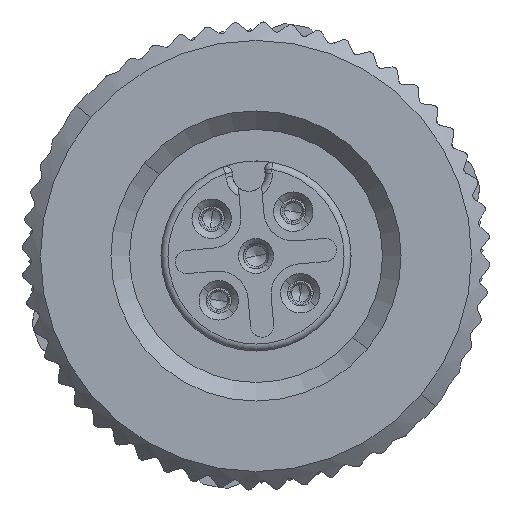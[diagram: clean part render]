
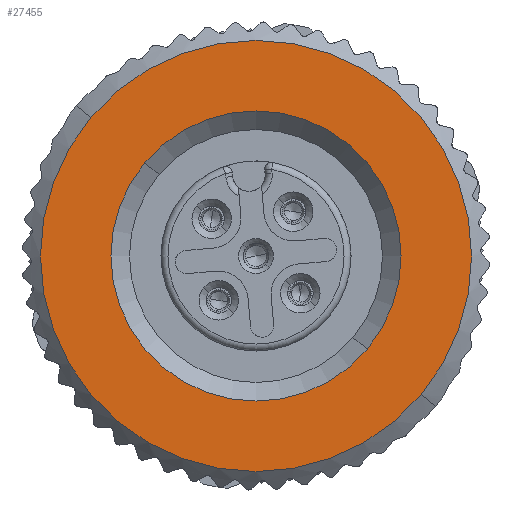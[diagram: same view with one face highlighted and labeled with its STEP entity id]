
A CAD part, left-side view. The second image highlights one B-rep face of the part: STEP entity #27455.
In plain terms, the highlighted planar face has unit normal (-1, 0, 0).
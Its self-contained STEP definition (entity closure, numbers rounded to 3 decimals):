
#12892=CARTESIAN_POINT('',(-13.35,0.492,-0.197));
#12893=DIRECTION('',(1.,0.,0.));
#12894=DIRECTION('',(0.,-0.766,-0.643));
#12895=AXIS2_PLACEMENT_3D('',#12892,#12893,#12894);
#12900=CARTESIAN_POINT('',(-13.35,0.492,-0.197));
#12901=DIRECTION('',(1.,0.,0.));
#12902=DIRECTION('',(0.,0.766,0.643));
#12903=AXIS2_PLACEMENT_3D('',#12900,#12901,#12902);
#12908=CARTESIAN_POINT('',(-13.35,0.492,-0.197));
#12909=DIRECTION('',(-1.,0.,0.));
#12910=DIRECTION('',(0.,-0.766,-0.643));
#12911=AXIS2_PLACEMENT_3D('',#12908,#12909,#12910);
#12916=CARTESIAN_POINT('',(-13.35,0.492,-0.197));
#12917=DIRECTION('',(-1.,0.,0.));
#12918=DIRECTION('',(0.,0.766,0.643));
#12919=AXIS2_PLACEMENT_3D('',#12916,#12917,#12918);
#19380=CARTESIAN_POINT('',(-13.35,-6.632,-6.175));
#19382=VERTEX_POINT('',#19380);
#19384=CARTESIAN_POINT('',(-13.35,7.617,5.781));
#19386=VERTEX_POINT('',#19384);
#19410=CARTESIAN_POINT('',(-13.35,5.287,3.826));
#19411=VERTEX_POINT('',#19410);
#19412=CARTESIAN_POINT('',(-13.35,-4.302,-4.22));
#19413=VERTEX_POINT('',#19412);
#27440=CARTESIAN_POINT('',(-13.35,0.492,-0.197));
#27441=DIRECTION('',(-1.,0.,0.));
#27442=DIRECTION('',(0.,-0.766,-0.643));
#27443=AXIS2_PLACEMENT_3D('',#27440,#27441,#27442);
#27444=PLANE('',#27443);
#27445=ORIENTED_EDGE('',*,*,#23680,.F.);
#27446=ORIENTED_EDGE('',*,*,#23892,.F.);
#27447=EDGE_LOOP('',(#27445,#27446));
#27448=FACE_OUTER_BOUND('',#27447,.F.);
#27450=ORIENTED_EDGE('',*,*,#27449,.F.);
#27452=ORIENTED_EDGE('',*,*,#27451,.F.);
#27453=EDGE_LOOP('',(#27450,#27452));
#27454=FACE_BOUND('',#27453,.F.);
#27455=ADVANCED_FACE('',(#27448,#27454),#27444,.T.);
#12896=CIRCLE('',#12895,6.259);
#12904=CIRCLE('',#12903,6.259);
#12912=CIRCLE('',#12911,9.3);
#12920=CIRCLE('',#12919,9.3);
#23680=EDGE_CURVE('',#19382,#19386,#12912,.T.);
#23892=EDGE_CURVE('',#19386,#19382,#12920,.T.);
#27449=EDGE_CURVE('',#19413,#19411,#12896,.T.);
#27451=EDGE_CURVE('',#19411,#19413,#12904,.T.);
